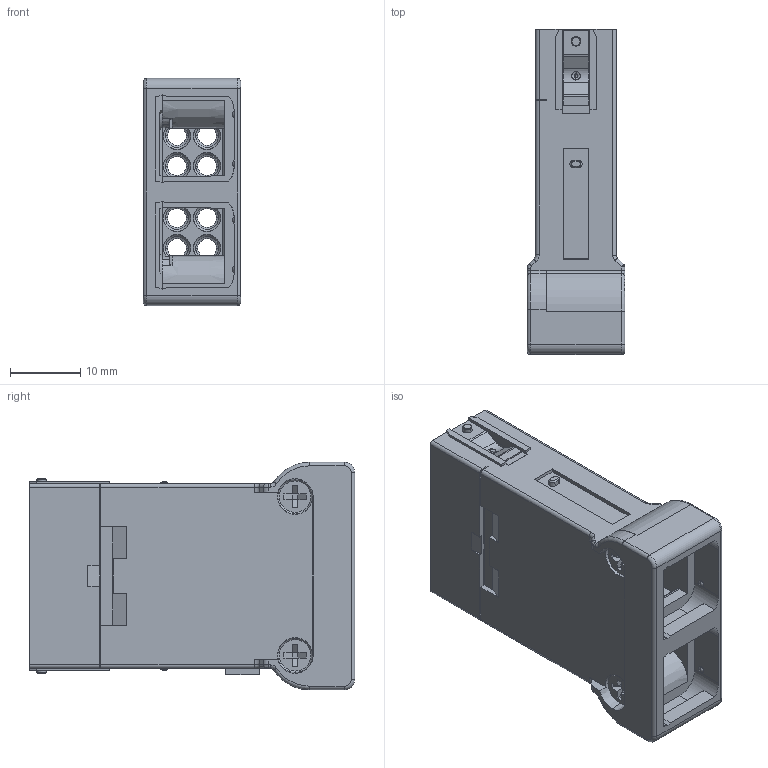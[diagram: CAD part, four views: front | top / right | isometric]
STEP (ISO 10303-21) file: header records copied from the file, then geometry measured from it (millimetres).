
FILE_DESCRIPTION(/* description */ (''),/* implementation_level */ '2;1');
FILE_NAME(/* name */ '3D_1290080100503_HMMB-008-MC_V1.0_stp.stp',/* time_stamp */ '2024-01-17T18:34:35+08:00',/* author */ (''),/* organization */ (''),/* preprocessor_version */ 'ST-DEVELOPER v18.1',/* originating_system */ 'SIEMENS PLM Software NX 1980',/* authorisation */ '');
FILE_SCHEMA (('AUTOMOTIVE_DESIGN { 1 0 10303 214 3 1 1 1 }'));
Length unit declared in the file: millimetre
Products named in the file (1): ylga1A10FFB3e8lk
Bounding box: 13.9 x 46.4 x 32.4 mm (x, y, z)
Volume: 7787.9 mm3; surface area: 12046.3 mm2
Topology: 3 solids, 3 shells, 1008 faces, 2664 edges, 1688 vertices
Faces by surface type: plane 667, cone 157, cylinder 128, bspline 22, sphere 18, torus 16
Entity records: 34446 total; most frequent: CARTESIAN_POINT 8277, ORIENTED_EDGE 5308, DIRECTION 4749, EDGE_CURVE 2654, LINE 1917, VECTOR 1917, VERTEX_POINT 1688, AXIS2_PLACEMENT_3D 1416
